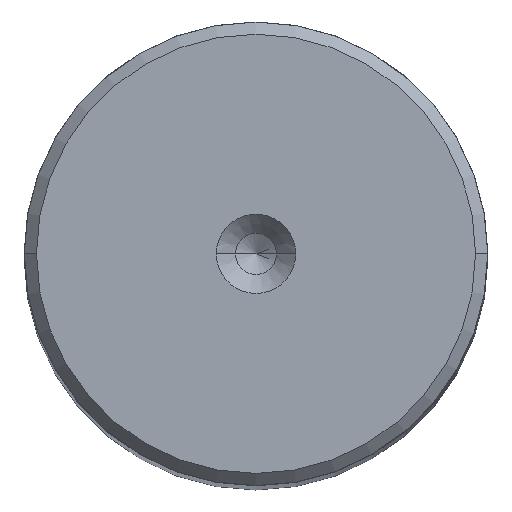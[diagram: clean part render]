
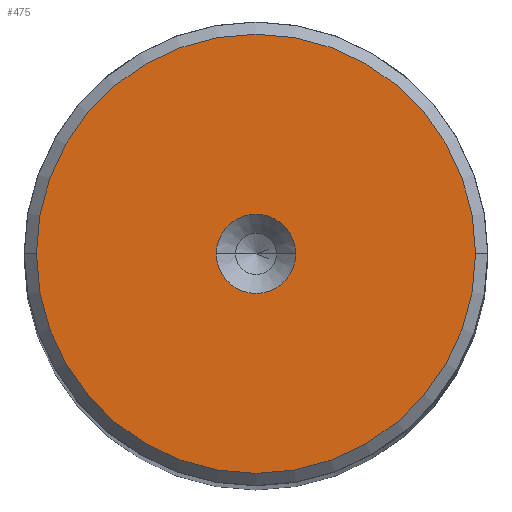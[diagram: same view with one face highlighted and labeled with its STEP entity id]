
A CAD part, top view. The second image highlights one B-rep face of the part: STEP entity #475.
In plain terms, the highlighted planar face has unit normal (0, 0, 1).
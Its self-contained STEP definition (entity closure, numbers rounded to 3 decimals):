
#2 = CARTESIAN_POINT ( 'NONE',  ( 0., 0., 240. ) ) ;
#118 = VERTEX_POINT ( 'NONE', #992 ) ;
#125 = EDGE_LOOP ( 'NONE', ( #321, #2223 ) ) ;
#286 = VERTEX_POINT ( 'NONE', #556 ) ;
#321 = ORIENTED_EDGE ( 'NONE', *, *, #2603, .F. ) ;
#337 = DIRECTION ( 'NONE',  ( 0., 0., 1. ) ) ;
#339 = AXIS2_PLACEMENT_3D ( 'NONE', #1702, #1929, #2620 ) ;
#359 = DIRECTION ( 'NONE',  ( 1., 0., 0. ) ) ;
#383 = CIRCLE ( 'NONE', #2193, 21.314 ) ;
#475 = ADVANCED_FACE ( 'NONE', ( #2490, #2598 ), #2694, .T. ) ;
#556 = CARTESIAN_POINT ( 'NONE',  ( -3.85, 0., 240. ) ) ;
#665 = ORIENTED_EDGE ( 'NONE', *, *, #1814, .T. ) ;
#701 = CARTESIAN_POINT ( 'NONE',  ( 0., 0., 240. ) ) ;
#883 = CARTESIAN_POINT ( 'NONE',  ( -21.314, 0., 240. ) ) ;
#992 = CARTESIAN_POINT ( 'NONE',  ( 3.85, 0., 240. ) ) ;
#1188 = AXIS2_PLACEMENT_3D ( 'NONE', #2737, #2496, #359 ) ;
#1283 = CIRCLE ( 'NONE', #1188, 3.85 ) ;
#1287 = CIRCLE ( 'NONE', #339, 3.85 ) ;
#1326 = CARTESIAN_POINT ( 'NONE',  ( 21.314, 0., 240. ) ) ;
#1345 = EDGE_LOOP ( 'NONE', ( #665, #1852 ) ) ;
#1465 = AXIS2_PLACEMENT_3D ( 'NONE', #701, #2846, #2370 ) ;
#1502 = EDGE_CURVE ( 'NONE', #286, #118, #1287, .T. ) ;
#1681 = DIRECTION ( 'NONE',  ( 0., 0., 1. ) ) ;
#1702 = CARTESIAN_POINT ( 'NONE',  ( 0., 0., 240. ) ) ;
#1760 = EDGE_CURVE ( 'NONE', #2730, #2519, #2168, .T. ) ;
#1814 = EDGE_CURVE ( 'NONE', #2519, #2730, #383, .T. ) ;
#1852 = ORIENTED_EDGE ( 'NONE', *, *, #1760, .T. ) ;
#1854 = AXIS2_PLACEMENT_3D ( 'NONE', #2706, #337, #2676 ) ;
#1912 = DIRECTION ( 'NONE',  ( 1., 0., 0. ) ) ;
#1929 = DIRECTION ( 'NONE',  ( 0., 0., 1. ) ) ;
#2168 = CIRCLE ( 'NONE', #1465, 21.314 ) ;
#2193 = AXIS2_PLACEMENT_3D ( 'NONE', #2, #1681, #1912 ) ;
#2223 = ORIENTED_EDGE ( 'NONE', *, *, #1502, .F. ) ;
#2370 = DIRECTION ( 'NONE',  ( 1., 0., 0. ) ) ;
#2490 = FACE_BOUND ( 'NONE', #125, .T. ) ;
#2496 = DIRECTION ( 'NONE',  ( 0., 0., 1. ) ) ;
#2519 = VERTEX_POINT ( 'NONE', #883 ) ;
#2598 = FACE_OUTER_BOUND ( 'NONE', #1345, .T. ) ;
#2603 = EDGE_CURVE ( 'NONE', #118, #286, #1283, .T. ) ;
#2620 = DIRECTION ( 'NONE',  ( 1., 0., 0. ) ) ;
#2676 = DIRECTION ( 'NONE',  ( 1., 0., 0. ) ) ;
#2694 = PLANE ( 'NONE',  #1854 ) ;
#2706 = CARTESIAN_POINT ( 'NONE',  ( 0., 0., 240. ) ) ;
#2730 = VERTEX_POINT ( 'NONE', #1326 ) ;
#2737 = CARTESIAN_POINT ( 'NONE',  ( 0., 0., 240. ) ) ;
#2846 = DIRECTION ( 'NONE',  ( 0., 0., 1. ) ) ;
